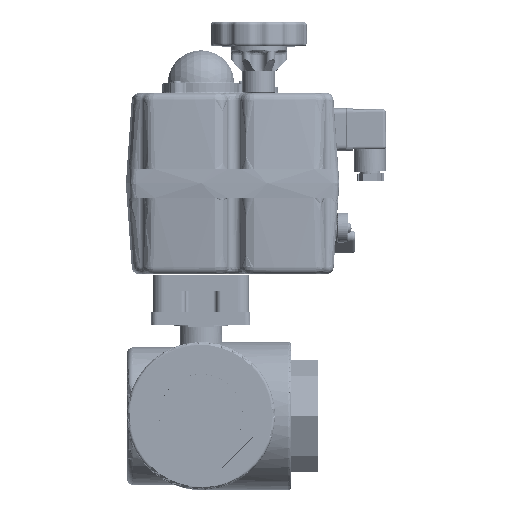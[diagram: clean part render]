
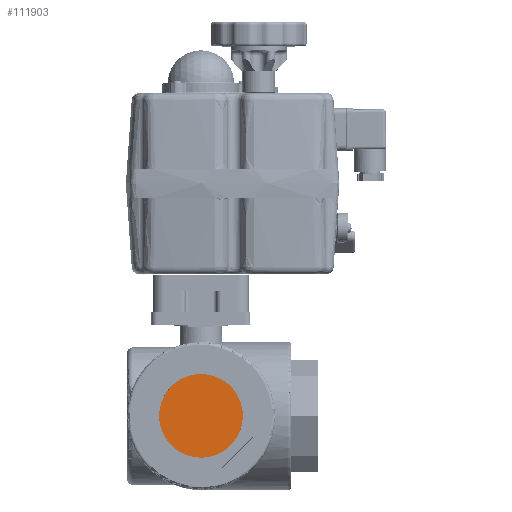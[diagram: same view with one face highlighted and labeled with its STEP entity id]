
A CAD part, top view. The second image highlights one B-rep face of the part: STEP entity #111903.
In plain terms, the highlighted face is planar.
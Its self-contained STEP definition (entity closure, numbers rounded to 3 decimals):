
#604 = CARTESIAN_POINT ( 'NONE',  ( -25.46, 12.559, -50.5 ) ) ;
#1504 = CARTESIAN_POINT ( 'NONE',  ( -21.346, 18.716, -50.5 ) ) ;
#2399 = CARTESIAN_POINT ( 'NONE',  ( -12.559, 25.46, -50.5 ) ) ;
#5981 = EDGE_LOOP ( 'NONE', ( #54702, #86530 ) ) ;
#6871 = CARTESIAN_POINT ( 'NONE',  ( -18.716, -21.346, -50.5 ) ) ;
#8479 = DIRECTION ( 'NONE',  ( 0., 1., 0. ) ) ;
#10891 = CARTESIAN_POINT ( 'NONE',  ( 1.86, -28.328, -50.5 ) ) ;
#13425 = CARTESIAN_POINT ( 'NONE',  ( 28.328, 1.86, -50.5 ) ) ;
#15150 = CARTESIAN_POINT ( 'NONE',  ( 22.521, -17.284, -50.5 ) ) ;
#15210 = CARTESIAN_POINT ( 'NONE',  ( 28.328, 0., -50.5 ) ) ;
#18766 = CARTESIAN_POINT ( 'NONE',  ( -12.559, -25.46, -50.5 ) ) ;
#22191 = CARTESIAN_POINT ( 'NONE',  ( 0., 0., -50.5 ) ) ;
#24632 = CARTESIAN_POINT ( 'NONE',  ( 12.559, -25.46, -50.5 ) ) ;
#27155 = CARTESIAN_POINT ( 'NONE',  ( 28.147, 3.703, -50.5 ) ) ;
#27988 = CARTESIAN_POINT ( 'NONE',  ( 17.284, -22.521, -50.5 ) ) ;
#28048 = EDGE_CURVE ( 'NONE', #136935, #112510, #120536, .T. ) ;
#28054 = CARTESIAN_POINT ( 'NONE',  ( 1.86, 28.328, -50.5 ) ) ;
#28956 = CARTESIAN_POINT ( 'NONE',  ( 22.521, 17.284, -50.5 ) ) ;
#29798 = CARTESIAN_POINT ( 'NONE',  ( 18.716, -21.346, -50.5 ) ) ;
#32494 = CARTESIAN_POINT ( 'NONE',  ( -28.328, 0., -50.5 ) ) ;
#38341 = CARTESIAN_POINT ( 'NONE',  ( 27.421, -7.35, -50.5 ) ) ;
#41767 = CARTESIAN_POINT ( 'NONE',  ( 9.123, 26.883, -50.5 ) ) ;
#42614 = CARTESIAN_POINT ( 'NONE',  ( 14.192, -24.587, -50.5 ) ) ;
#42675 = CARTESIAN_POINT ( 'NONE',  ( 14.192, 24.587, -50.5 ) ) ;
#43557 = CARTESIAN_POINT ( 'NONE',  ( -28.146, 3.703, -50.5 ) ) ;
#44451 = CARTESIAN_POINT ( 'NONE',  ( -9.123, 26.883, -50.5 ) ) ;
#52948 = CARTESIAN_POINT ( 'NONE',  ( 28.328, -1.86, -50.5 ) ) ;
#54702 = ORIENTED_EDGE ( 'NONE', *, *, #123362, .T. ) ;
#56413 = CARTESIAN_POINT ( 'NONE',  ( -7.351, 27.421, -50.5 ) ) ;
#57310 = CARTESIAN_POINT ( 'NONE',  ( -17.284, 22.521, -50.5 ) ) ;
#58208 = CARTESIAN_POINT ( 'NONE',  ( 12.559, 25.46, -50.5 ) ) ;
#61768 = CARTESIAN_POINT ( 'NONE',  ( -25.46, -12.559, -50.5 ) ) ;
#62661 = CARTESIAN_POINT ( 'NONE',  ( -28.147, -3.703, -50.5 ) ) ;
#66681 = CARTESIAN_POINT ( 'NONE',  ( -1.86, -28.328, -50.5 ) ) ;
#70134 = CARTESIAN_POINT ( 'NONE',  ( -28.328, 0., -50.5 ) ) ;
#71037 = CARTESIAN_POINT ( 'NONE',  ( -3.702, 28.147, -50.5 ) ) ;
#71931 = CARTESIAN_POINT ( 'NONE',  ( -24.587, 14.192, -50.5 ) ) ;
#73651 = CARTESIAN_POINT ( 'NONE',  ( -22.521, -17.284, -50.5 ) ) ;
#75464 = CARTESIAN_POINT ( 'NONE',  ( -17.284, -22.521, -50.5 ) ) ;
#77979 = DIRECTION ( 'NONE',  ( 0., 0., -1. ) ) ;
#80198 = AXIS2_PLACEMENT_3D ( 'NONE', #22191, #77979, #8479 ) ;
#80393 = CARTESIAN_POINT ( 'NONE',  ( 7.35, -27.421, -50.5 ) ) ;
#84683 = CARTESIAN_POINT ( 'NONE',  ( 26.883, -9.123, -50.5 ) ) ;
#84738 = CARTESIAN_POINT ( 'NONE',  ( -22.521, 17.285, -50.5 ) ) ;
#85645 = CARTESIAN_POINT ( 'NONE',  ( 3.703, 28.146, -50.5 ) ) ;
#86530 = ORIENTED_EDGE ( 'NONE', *, *, #28048, .T. ) ;
#88265 = CARTESIAN_POINT ( 'NONE',  ( -26.883, -9.123, -50.5 ) ) ;
#89897 = FACE_OUTER_BOUND ( 'NONE', #5981, .T. ) ;
#97537 = CARTESIAN_POINT ( 'NONE',  ( -14.192, 24.587, -50.5 ) ) ;
#98368 = CARTESIAN_POINT ( 'NONE',  ( 9.123, -26.883, -50.5 ) ) ;
#98428 = CARTESIAN_POINT ( 'NONE',  ( -26.883, 9.122, -50.5 ) ) ;
#100222 = CARTESIAN_POINT ( 'NONE',  ( 25.46, 12.559, -50.5 ) ) ;
#103748 = CARTESIAN_POINT ( 'NONE',  ( -9.123, -26.883, -50.5 ) ) ;
#108684 = CARTESIAN_POINT ( 'NONE',  ( 21.346, -18.716, -50.5 ) ) ;
#108762 = CARTESIAN_POINT ( 'NONE',  ( -28.328, 0., -50.5 ) ) ;
#111903 = ADVANCED_FACE ( 'NONE', ( #89897 ), #147385, .T. ) ;
#112510 = VERTEX_POINT ( 'NONE', #108762 ) ;
#113030 = CARTESIAN_POINT ( 'NONE',  ( -28.328, 1.86, -50.5 ) ) ;
#113917 = CARTESIAN_POINT ( 'NONE',  ( 26.883, 9.123, -50.5 ) ) ;
#116593 = CARTESIAN_POINT ( 'NONE',  ( -27.421, -7.35, -50.5 ) ) ;
#120536 = B_SPLINE_CURVE_WITH_KNOTS ( 'NONE', 3,
 ( #139439, #52948, #163482, #38341, #84683, #154960, #167779, #15150, #108684, #29798, #27988, #42614, #24632, #98368, #80393, #136062, #10891, #66681, #122440, #164399, #103748, #18766, #145766, #75464, #6871, #173188, #73651, #132959, #61768, #88265, #116593, #62661, #172282, #32494 ),
 .UNSPECIFIED., .F., .F.,
 ( 4, 2, 2, 2, 2, 2, 2, 2, 2, 2, 2, 2, 2, 2, 2, 2, 4 ),
 ( 0.25, 0.281, 0.313, 0.344, 0.375, 0.406, 0.437, 0.469, 0.5, 0.531, 0.563, 0.594, 0.625, 0.656, 0.688, 0.719, 0.75 ),
 .UNSPECIFIED. ) ;
#122440 = CARTESIAN_POINT ( 'NONE',  ( -3.703, -28.146, -50.5 ) ) ;
#123362 = EDGE_CURVE ( 'NONE', #112510, #136935, #125201, .T. ) ;
#125201 = B_SPLINE_CURVE_WITH_KNOTS ( 'NONE', 3,
 ( #70134, #113030, #43557, #180659, #98428, #604, #71931, #84738, #1504, #166941, #57310, #97537, #2399, #44451, #56413, #71037, #168731, #28054, #85645, #142205, #41767, #58208, #42675, #139495, #154117, #141315, #28956, #153223, #100222, #113917, #126759, #27155, #13425, #15210 ),
 .UNSPECIFIED., .F., .F.,
 ( 4, 2, 2, 2, 2, 2, 2, 2, 2, 2, 2, 2, 2, 2, 2, 2, 4 ),
 ( 0.75, 0.781, 0.813, 0.844, 0.875, 0.906, 0.938, 0.969, 1., 1.031, 1.063, 1.094, 1.125, 1.156, 1.188, 1.219, 1.25 ),
 .UNSPECIFIED. ) ;
#126759 = CARTESIAN_POINT ( 'NONE',  ( 27.421, 7.35, -50.5 ) ) ;
#132959 = CARTESIAN_POINT ( 'NONE',  ( -24.587, -14.192, -50.5 ) ) ;
#136062 = CARTESIAN_POINT ( 'NONE',  ( 3.703, -28.147, -50.5 ) ) ;
#136935 = VERTEX_POINT ( 'NONE', #143953 ) ;
#139439 = CARTESIAN_POINT ( 'NONE',  ( 28.328, 0., -50.5 ) ) ;
#139495 = CARTESIAN_POINT ( 'NONE',  ( 17.284, 22.521, -50.5 ) ) ;
#141315 = CARTESIAN_POINT ( 'NONE',  ( 21.346, 18.716, -50.5 ) ) ;
#142205 = CARTESIAN_POINT ( 'NONE',  ( 7.35, 27.421, -50.5 ) ) ;
#143953 = CARTESIAN_POINT ( 'NONE',  ( 28.328, 0., -50.5 ) ) ;
#145766 = CARTESIAN_POINT ( 'NONE',  ( -14.192, -24.587, -50.5 ) ) ;
#147385 = PLANE ( 'NONE',  #80198 ) ;
#153223 = CARTESIAN_POINT ( 'NONE',  ( 24.587, 14.192, -50.5 ) ) ;
#154117 = CARTESIAN_POINT ( 'NONE',  ( 18.716, 21.346, -50.5 ) ) ;
#154960 = CARTESIAN_POINT ( 'NONE',  ( 25.46, -12.559, -50.5 ) ) ;
#163482 = CARTESIAN_POINT ( 'NONE',  ( 28.146, -3.703, -50.5 ) ) ;
#164399 = CARTESIAN_POINT ( 'NONE',  ( -7.35, -27.421, -50.5 ) ) ;
#166941 = CARTESIAN_POINT ( 'NONE',  ( -18.716, 21.346, -50.5 ) ) ;
#167779 = CARTESIAN_POINT ( 'NONE',  ( 24.587, -14.192, -50.5 ) ) ;
#168731 = CARTESIAN_POINT ( 'NONE',  ( -1.86, 28.328, -50.5 ) ) ;
#172282 = CARTESIAN_POINT ( 'NONE',  ( -28.328, -1.86, -50.5 ) ) ;
#173188 = CARTESIAN_POINT ( 'NONE',  ( -21.346, -18.716, -50.5 ) ) ;
#180659 = CARTESIAN_POINT ( 'NONE',  ( -27.421, 7.351, -50.5 ) ) ;
